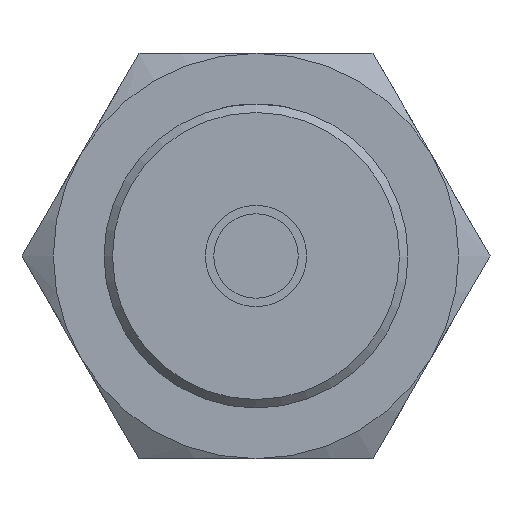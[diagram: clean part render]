
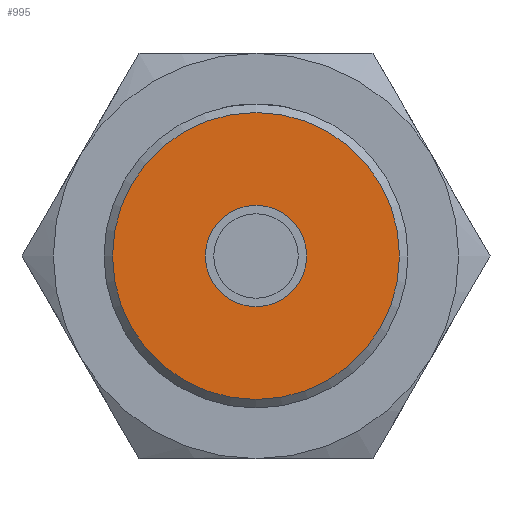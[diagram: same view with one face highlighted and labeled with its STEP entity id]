
A CAD part, front view. The second image highlights one B-rep face of the part: STEP entity #995.
In plain terms, the highlighted planar face has unit normal (0, -1, 0).
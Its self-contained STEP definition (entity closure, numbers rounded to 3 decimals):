
#92=PLANE($,#1101);
#198=FACE_BOUND($,#330,.T.);
#238=FACE_OUTER_BOUND($,#329,.T.);
#329=EDGE_LOOP($,(#749));
#330=EDGE_LOOP($,(#750));
#394=CIRCLE($,#1058,8.5);
#395=CIRCLE($,#1060,3.);
#454=VERTEX_POINT($,#1546);
#455=VERTEX_POINT($,#1549);
#544=EDGE_CURVE($,#454,#454,#394,.T.);
#545=EDGE_CURVE($,#455,#455,#395,.T.);
#749=ORIENTED_EDGE($,*,*,#544,.F.);
#750=ORIENTED_EDGE($,*,*,#545,.T.);
#995=ADVANCED_FACE($,(#238,#198),#92,.T.);
#1058=AXIS2_PLACEMENT_3D($,#1547,#1207,#1208);
#1060=AXIS2_PLACEMENT_3D($,#1550,#1211,#1212);
#1101=AXIS2_PLACEMENT_3D($,#1629,#1307,#1308);
#1207=DIRECTION('center_axis',(0.,1.,0.));
#1208=DIRECTION('ref_axis',(-1.,0.,0.));
#1211=DIRECTION('center_axis',(0.,1.,0.));
#1212=DIRECTION('ref_axis',(-1.,0.,0.));
#1307=DIRECTION('center_axis',(0.,-1.,0.));
#1308=DIRECTION('ref_axis',(0.,0.,-1.));
#1546=CARTESIAN_POINT('',(8.5,-51.,0.));
#1547=CARTESIAN_POINT('Origin',(0.,-51.,0.));
#1549=CARTESIAN_POINT('',(3.,-51.,0.));
#1550=CARTESIAN_POINT('Origin',(0.,-51.,0.));
#1629=CARTESIAN_POINT('Origin',(-5.75,-51.,0.));
